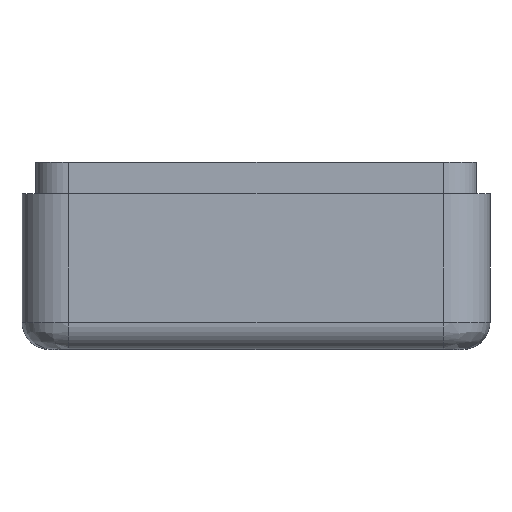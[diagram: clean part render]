
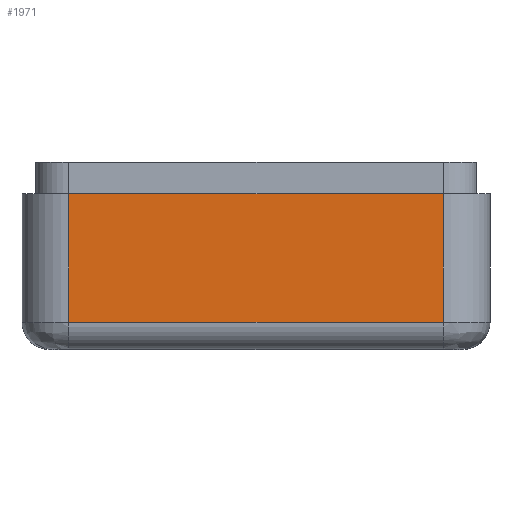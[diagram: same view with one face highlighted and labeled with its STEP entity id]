
A CAD part, left-side view. The second image highlights one B-rep face of the part: STEP entity #1971.
In plain terms, the highlighted planar face has unit normal (-1, 0, 0).
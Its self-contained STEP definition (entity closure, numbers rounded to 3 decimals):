
#99=PLANE('',#2193);
#200=FACE_OUTER_BOUND('',#326,.T.);
#326=EDGE_LOOP('',(#1663,#1664,#1665,#1666));
#474=LINE('',#3461,#620);
#485=LINE('',#3545,#631);
#486=LINE('',#3549,#632);
#487=LINE('',#3550,#633);
#620=VECTOR('',#2651,10.);
#631=VECTOR('',#2704,10.);
#632=VECTOR('',#2709,10.);
#633=VECTOR('',#2710,10.);
#922=VERTEX_POINT('',#3454);
#925=VERTEX_POINT('',#3459);
#941=VERTEX_POINT('',#3544);
#942=VERTEX_POINT('',#3548);
#1177=EDGE_CURVE('',#925,#922,#474,.T.);
#1203=EDGE_CURVE('',#922,#941,#485,.T.);
#1205=EDGE_CURVE('',#925,#942,#486,.T.);
#1206=EDGE_CURVE('',#941,#942,#487,.T.);
#1663=ORIENTED_EDGE('',*,*,#1177,.F.);
#1664=ORIENTED_EDGE('',*,*,#1205,.T.);
#1665=ORIENTED_EDGE('',*,*,#1206,.F.);
#1666=ORIENTED_EDGE('',*,*,#1203,.F.);
#1971=ADVANCED_FACE('',(#200),#99,.T.);
#2193=AXIS2_PLACEMENT_3D('',#3547,#2707,#2708);
#2651=DIRECTION('',(0.,1.,0.));
#2704=DIRECTION('',(0.,0.,1.));
#2707=DIRECTION('center_axis',(-1.,0.,0.));
#2708=DIRECTION('ref_axis',(0.,-1.,0.));
#2709=DIRECTION('',(0.,0.,1.));
#2710=DIRECTION('',(0.,-1.,0.));
#3454=CARTESIAN_POINT('',(-30.,24.,3.5));
#3459=CARTESIAN_POINT('',(-30.,-24.,3.5));
#3461=CARTESIAN_POINT('',(-30.,12.,3.5));
#3544=CARTESIAN_POINT('',(-30.,24.,20.));
#3545=CARTESIAN_POINT('',(-30.,24.,0.));
#3547=CARTESIAN_POINT('Origin',(-30.,24.,0.));
#3548=CARTESIAN_POINT('',(-30.,-24.,20.));
#3549=CARTESIAN_POINT('',(-30.,-24.,0.));
#3550=CARTESIAN_POINT('',(-30.,24.,20.));
